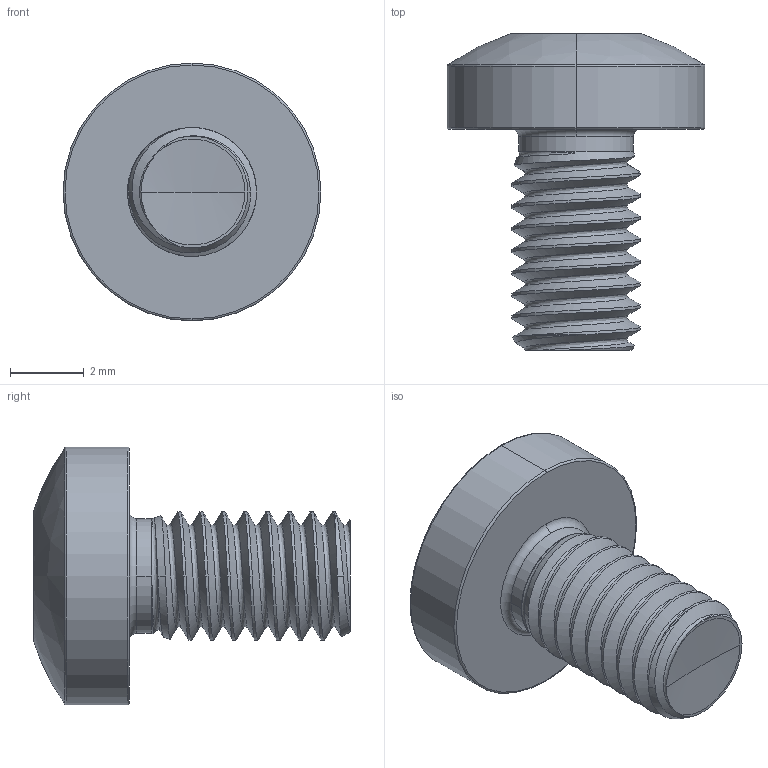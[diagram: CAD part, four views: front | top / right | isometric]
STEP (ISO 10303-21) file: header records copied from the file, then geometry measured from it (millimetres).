
FILE_DESCRIPTION (( 'STEP AP203' ), '1' );
FILE_NAME ('STM390350060.STEP', '2020-12-23T15:33:47', ( '' ), ( '' ), 'SwSTEP 2.0', 'SolidWorks 2015', '' );
FILE_SCHEMA (( 'CONFIG_CONTROL_DESIGN' ));
Length unit declared in the file: millimetre
Products named in the file (2): STM390350060
Bounding box: 7 x 8.6 x 7 mm (x, y, z)
Volume: 123 mm3; surface area: 224.9 mm2
Topology: 1 solids, 1 shells, 88 faces, 224 edges, 138 vertices
Faces by surface type: cylinder 39, bspline 18, torus 13, cone 11, sphere 4, plane 3
Entity records: 12391 total; most frequent: CARTESIAN_POINT 10401, ORIENTED_EDGE 444, DIRECTION 318, EDGE_CURVE 222, VERTEX_POINT 138, AXIS2_PLACEMENT_3D 135, EDGE_LOOP 90, ADVANCED_FACE 88
